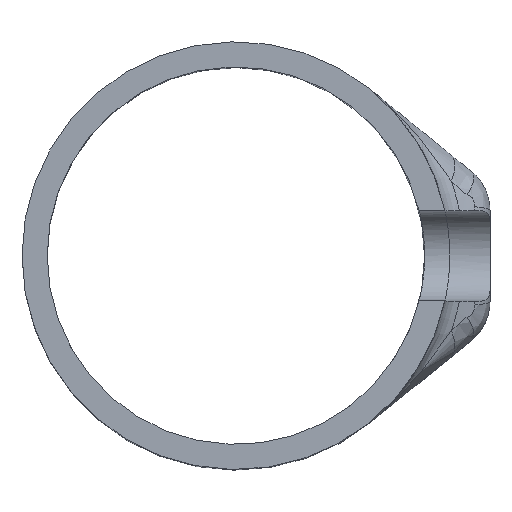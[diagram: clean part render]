
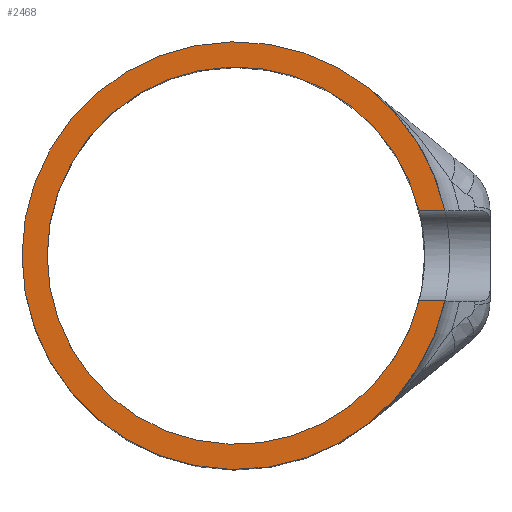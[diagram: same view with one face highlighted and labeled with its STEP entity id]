
A CAD part, top view. The second image highlights one B-rep face of the part: STEP entity #2468.
In plain terms, the highlighted planar face has unit normal (0, 0, 1).
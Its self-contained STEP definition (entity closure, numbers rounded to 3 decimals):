
#44 = CYLINDRICAL_SURFACE('',#45,42.5);
#45 = AXIS2_PLACEMENT_3D('',#46,#47,#48);
#46 = CARTESIAN_POINT('',(0.,0.,0.));
#47 = DIRECTION('',(-0.,-0.,-1.));
#48 = DIRECTION('',(1.,0.,0.));
#656 = VERTEX_POINT('',#657);
#657 = CARTESIAN_POINT('',(41.536,9.,75.));
#670 = PLANE('',#671);
#671 = AXIS2_PLACEMENT_3D('',#672,#673,#674);
#672 = CARTESIAN_POINT('',(0.,9.,51.));
#673 = DIRECTION('',(0.,-1.,0.));
#674 = DIRECTION('',(0.,0.,1.));
#682 = EDGE_CURVE('',#656,#683,#685,.T.);
#683 = VERTEX_POINT('',#684);
#684 = CARTESIAN_POINT('',(41.536,-9.,75.));
#685 = SURFACE_CURVE('',#686,(#691,#698),.PCURVE_S1.);
#686 = CIRCLE('',#687,42.5);
#687 = AXIS2_PLACEMENT_3D('',#688,#689,#690);
#688 = CARTESIAN_POINT('',(0.,0.,75.));
#689 = DIRECTION('',(0.,0.,1.));
#690 = DIRECTION('',(1.,0.,0.));
#691 = PCURVE('',#44,#692);
#692 = DEFINITIONAL_REPRESENTATION('',(#693),#697);
#693 = LINE('',#694,#695);
#694 = CARTESIAN_POINT('',(-0.,-75.));
#695 = VECTOR('',#696,1.);
#696 = DIRECTION('',(-1.,0.));
#697 = ( GEOMETRIC_REPRESENTATION_CONTEXT(2) 
PARAMETRIC_REPRESENTATION_CONTEXT() REPRESENTATION_CONTEXT('2D SPACE',''
  ) );
#698 = PCURVE('',#699,#704);
#699 = PLANE('',#700);
#700 = AXIS2_PLACEMENT_3D('',#701,#702,#703);
#701 = CARTESIAN_POINT('',(0.,0.,75.)
  );
#702 = DIRECTION('',(0.,0.,1.));
#703 = DIRECTION('',(1.,0.,0.));
#704 = DEFINITIONAL_REPRESENTATION('',(#705),#709);
#705 = CIRCLE('',#706,42.5);
#706 = AXIS2_PLACEMENT_2D('',#707,#708);
#707 = CARTESIAN_POINT('',(0.,0.));
#708 = DIRECTION('',(1.,0.));
#709 = ( GEOMETRIC_REPRESENTATION_CONTEXT(2) 
PARAMETRIC_REPRESENTATION_CONTEXT() REPRESENTATION_CONTEXT('2D SPACE',''
  ) );
#726 = PLANE('',#727);
#727 = AXIS2_PLACEMENT_3D('',#728,#729,#730);
#728 = CARTESIAN_POINT('',(0.,-9.,51.));
#729 = DIRECTION('',(0.,-1.,0.));
#730 = DIRECTION('',(0.,0.,1.));
#1363 = CYLINDRICAL_SURFACE('',#1364,37.5);
#1364 = AXIS2_PLACEMENT_3D('',#1365,#1366,#1367);
#1365 = CARTESIAN_POINT('',(0.,0.,0.));
#1366 = DIRECTION('',(-0.,-0.,-1.));
#1367 = DIRECTION('',(1.,0.,0.));
#2176 = VERTEX_POINT('',#2177);
#2177 = CARTESIAN_POINT('',(36.404,-9.,75.));
#2449 = EDGE_CURVE('',#2176,#683,#2450,.T.);
#2450 = SURFACE_CURVE('',#2451,(#2455,#2462),.PCURVE_S1.);
#2451 = LINE('',#2452,#2453);
#2452 = CARTESIAN_POINT('',(0.,-9.,75.));
#2453 = VECTOR('',#2454,1.);
#2454 = DIRECTION('',(1.,0.,0.));
#2455 = PCURVE('',#726,#2456);
#2456 = DEFINITIONAL_REPRESENTATION('',(#2457),#2461);
#2457 = LINE('',#2458,#2459);
#2458 = CARTESIAN_POINT('',(24.,0.));
#2459 = VECTOR('',#2460,1.);
#2460 = DIRECTION('',(0.,-1.));
#2461 = ( GEOMETRIC_REPRESENTATION_CONTEXT(2) 
PARAMETRIC_REPRESENTATION_CONTEXT() REPRESENTATION_CONTEXT('2D SPACE',''
  ) );
#2462 = PCURVE('',#699,#2463);
#2463 = DEFINITIONAL_REPRESENTATION('',(#2464),#2467);
#2464 = B_SPLINE_CURVE_WITH_KNOTS('',1,(#2465,#2466),.UNSPECIFIED.,.F.,
  .F.,(2,2),(0.,42.5),.PIECEWISE_BEZIER_KNOTS.);
#2465 = CARTESIAN_POINT('',(0.,-9.));
#2466 = CARTESIAN_POINT('',(42.5,-9.));
#2467 = ( GEOMETRIC_REPRESENTATION_CONTEXT(2) 
PARAMETRIC_REPRESENTATION_CONTEXT() REPRESENTATION_CONTEXT('2D SPACE',''
  ) );
#2468 = ADVANCED_FACE('',(#2469),#699,.T.);
#2469 = FACE_BOUND('',#2470,.T.);
#2470 = EDGE_LOOP('',(#2471,#2493,#2494,#2495));
#2471 = ORIENTED_EDGE('',*,*,#2472,.T.);
#2472 = EDGE_CURVE('',#2473,#656,#2475,.T.);
#2473 = VERTEX_POINT('',#2474);
#2474 = CARTESIAN_POINT('',(36.404,9.,75.));
#2475 = SURFACE_CURVE('',#2476,(#2480,#2486),.PCURVE_S1.);
#2476 = LINE('',#2477,#2478);
#2477 = CARTESIAN_POINT('',(0.,9.,75.));
#2478 = VECTOR('',#2479,1.);
#2479 = DIRECTION('',(1.,0.,0.));
#2480 = PCURVE('',#699,#2481);
#2481 = DEFINITIONAL_REPRESENTATION('',(#2482),#2485);
#2482 = B_SPLINE_CURVE_WITH_KNOTS('',1,(#2483,#2484),.UNSPECIFIED.,.F.,
  .F.,(2,2),(0.,42.5),.PIECEWISE_BEZIER_KNOTS.);
#2483 = CARTESIAN_POINT('',(0.,9.));
#2484 = CARTESIAN_POINT('',(42.5,9.));
#2485 = ( GEOMETRIC_REPRESENTATION_CONTEXT(2) 
PARAMETRIC_REPRESENTATION_CONTEXT() REPRESENTATION_CONTEXT('2D SPACE',''
  ) );
#2486 = PCURVE('',#670,#2487);
#2487 = DEFINITIONAL_REPRESENTATION('',(#2488),#2492);
#2488 = LINE('',#2489,#2490);
#2489 = CARTESIAN_POINT('',(24.,0.));
#2490 = VECTOR('',#2491,1.);
#2491 = DIRECTION('',(0.,-1.));
#2492 = ( GEOMETRIC_REPRESENTATION_CONTEXT(2) 
PARAMETRIC_REPRESENTATION_CONTEXT() REPRESENTATION_CONTEXT('2D SPACE',''
  ) );
#2493 = ORIENTED_EDGE('',*,*,#682,.T.);
#2494 = ORIENTED_EDGE('',*,*,#2449,.F.);
#2495 = ORIENTED_EDGE('',*,*,#2496,.F.);
#2496 = EDGE_CURVE('',#2473,#2176,#2497,.T.);
#2497 = SURFACE_CURVE('',#2498,(#2503,#2510),.PCURVE_S1.);
#2498 = CIRCLE('',#2499,37.5);
#2499 = AXIS2_PLACEMENT_3D('',#2500,#2501,#2502);
#2500 = CARTESIAN_POINT('',(0.,0.,75.));
#2501 = DIRECTION('',(0.,0.,1.));
#2502 = DIRECTION('',(1.,0.,0.));
#2503 = PCURVE('',#699,#2504);
#2504 = DEFINITIONAL_REPRESENTATION('',(#2505),#2509);
#2505 = CIRCLE('',#2506,37.5);
#2506 = AXIS2_PLACEMENT_2D('',#2507,#2508);
#2507 = CARTESIAN_POINT('',(0.,0.));
#2508 = DIRECTION('',(1.,0.));
#2509 = ( GEOMETRIC_REPRESENTATION_CONTEXT(2) 
PARAMETRIC_REPRESENTATION_CONTEXT() REPRESENTATION_CONTEXT('2D SPACE',''
  ) );
#2510 = PCURVE('',#1363,#2511);
#2511 = DEFINITIONAL_REPRESENTATION('',(#2512),#2516);
#2512 = LINE('',#2513,#2514);
#2513 = CARTESIAN_POINT('',(-0.,-75.));
#2514 = VECTOR('',#2515,1.);
#2515 = DIRECTION('',(-1.,0.));
#2516 = ( GEOMETRIC_REPRESENTATION_CONTEXT(2) 
PARAMETRIC_REPRESENTATION_CONTEXT() REPRESENTATION_CONTEXT('2D SPACE',''
  ) );
